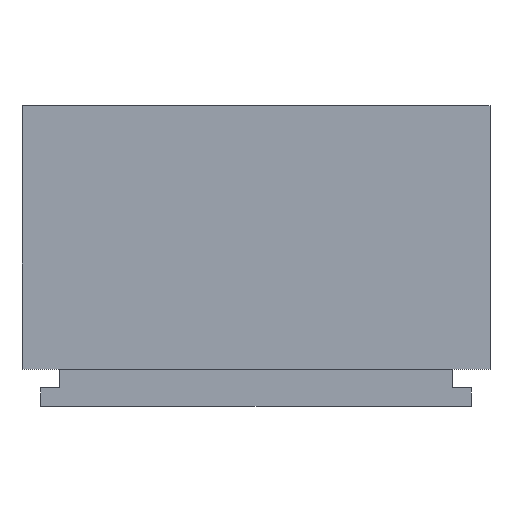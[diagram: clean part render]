
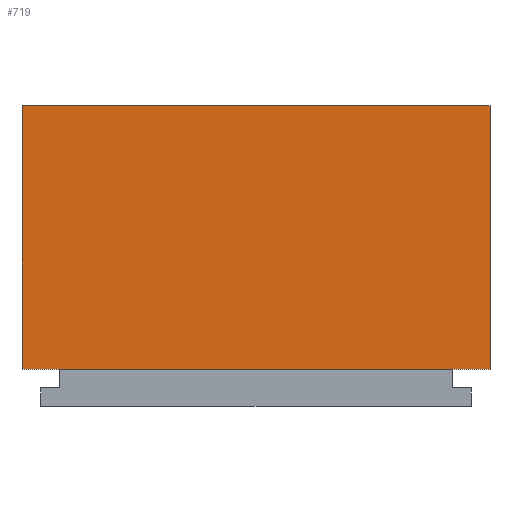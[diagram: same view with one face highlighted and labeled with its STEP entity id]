
A CAD part, front view. The second image highlights one B-rep face of the part: STEP entity #719.
In plain terms, the highlighted planar face has unit normal (0, -1, 0).
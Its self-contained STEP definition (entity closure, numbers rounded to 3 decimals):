
#69=FACE_OUTER_BOUND('',#110,.T.);
#110=EDGE_LOOP('',(#623,#624,#625,#626));
#147=LINE('',#1024,#235);
#156=LINE('',#1040,#244);
#194=LINE('',#1130,#282);
#195=LINE('',#1132,#283);
#235=VECTOR('',#829,10.);
#244=VECTOR('',#842,10.);
#282=VECTOR('',#918,10.);
#283=VECTOR('',#921,10.);
#317=VERTEX_POINT('',#1021);
#318=VERTEX_POINT('',#1023);
#323=VERTEX_POINT('',#1039);
#356=VERTEX_POINT('',#1128);
#389=EDGE_CURVE('',#317,#318,#147,.T.);
#398=EDGE_CURVE('',#323,#318,#156,.T.);
#442=EDGE_CURVE('',#356,#317,#194,.T.);
#443=EDGE_CURVE('',#323,#356,#195,.T.);
#623=ORIENTED_EDGE('',*,*,#443,.F.);
#624=ORIENTED_EDGE('',*,*,#398,.T.);
#625=ORIENTED_EDGE('',*,*,#389,.F.);
#626=ORIENTED_EDGE('',*,*,#442,.F.);
#685=PLANE('',#777);
#719=ADVANCED_FACE('',(#69),#685,.T.);
#777=AXIS2_PLACEMENT_3D('',#1154,#947,#948);
#829=DIRECTION('',(1.,0.,0.));
#842=DIRECTION('',(0.,0.,1.));
#918=DIRECTION('',(0.,0.,1.));
#921=DIRECTION('',(-1.,0.,0.));
#947=DIRECTION('center_axis',(0.,-1.,0.));
#948=DIRECTION('ref_axis',(1.,0.,0.));
#1021=CARTESIAN_POINT('',(-1.5,-1.5,34.));
#1023=CARTESIAN_POINT('',(61.5,-1.5,34.));
#1024=CARTESIAN_POINT('',(-1.5,-1.5,34.));
#1039=CARTESIAN_POINT('',(61.5,-1.5,-1.5));
#1040=CARTESIAN_POINT('',(61.5,-1.5,0.));
#1128=CARTESIAN_POINT('',(-1.5,-1.5,-1.5));
#1130=CARTESIAN_POINT('',(-1.5,-1.5,0.));
#1132=CARTESIAN_POINT('',(-1.5,-1.5,-1.5));
#1154=CARTESIAN_POINT('Origin',(-1.5,-1.5,0.));
